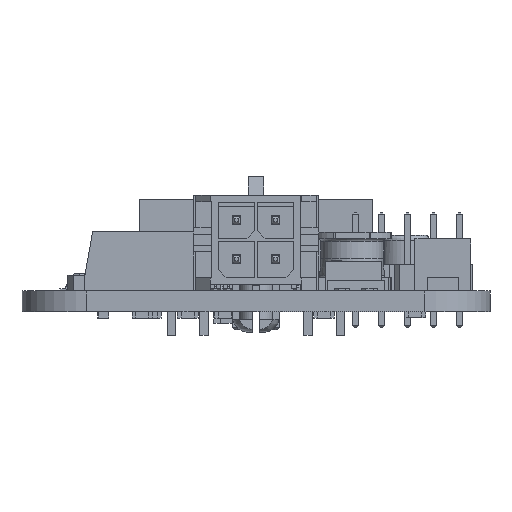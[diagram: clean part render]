
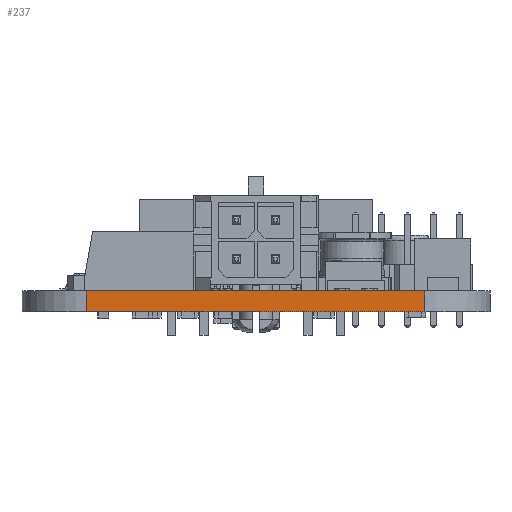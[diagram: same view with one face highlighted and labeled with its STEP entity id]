
A CAD part, left-side view. The second image highlights one B-rep face of the part: STEP entity #237.
In plain terms, the highlighted planar face has unit normal (-1, 0, 0).
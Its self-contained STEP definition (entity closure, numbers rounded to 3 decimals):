
#237 = ADVANCED_FACE('',(#238),#272,.T.);
#238 = FACE_BOUND('',#239,.T.);
#239 = EDGE_LOOP('',(#240,#250,#258,#266));
#240 = ORIENTED_EDGE('',*,*,#241,.T.);
#241 = EDGE_CURVE('',#242,#244,#246,.T.);
#242 = VERTEX_POINT('',#243);
#243 = CARTESIAN_POINT('',(-4.,1.25,0.));
#244 = VERTEX_POINT('',#245);
#245 = CARTESIAN_POINT('',(-4.,1.25,1.591));
#246 = LINE('',#247,#248);
#247 = CARTESIAN_POINT('',(-4.,1.25,0.));
#248 = VECTOR('',#249,1.);
#249 = DIRECTION('',(0.,0.,1.));
#250 = ORIENTED_EDGE('',*,*,#251,.T.);
#251 = EDGE_CURVE('',#244,#252,#254,.T.);
#252 = VERTEX_POINT('',#253);
#253 = CARTESIAN_POINT('',(-4.,27.25,1.591));
#254 = LINE('',#255,#256);
#255 = CARTESIAN_POINT('',(-4.,1.25,1.591));
#256 = VECTOR('',#257,1.);
#257 = DIRECTION('',(0.,1.,0.));
#258 = ORIENTED_EDGE('',*,*,#259,.F.);
#259 = EDGE_CURVE('',#260,#252,#262,.T.);
#260 = VERTEX_POINT('',#261);
#261 = CARTESIAN_POINT('',(-4.,27.25,0.));
#262 = LINE('',#263,#264);
#263 = CARTESIAN_POINT('',(-4.,27.25,0.));
#264 = VECTOR('',#265,1.);
#265 = DIRECTION('',(0.,0.,1.));
#266 = ORIENTED_EDGE('',*,*,#267,.F.);
#267 = EDGE_CURVE('',#242,#260,#268,.T.);
#268 = LINE('',#269,#270);
#269 = CARTESIAN_POINT('',(-4.,1.25,0.));
#270 = VECTOR('',#271,1.);
#271 = DIRECTION('',(0.,1.,0.));
#272 = PLANE('',#273);
#273 = AXIS2_PLACEMENT_3D('',#274,#275,#276);
#274 = CARTESIAN_POINT('',(-4.,1.25,0.));
#275 = DIRECTION('',(-1.,0.,0.));
#276 = DIRECTION('',(0.,1.,0.));
